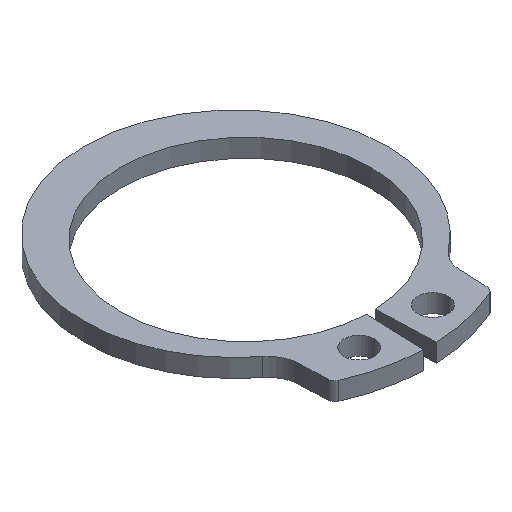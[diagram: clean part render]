
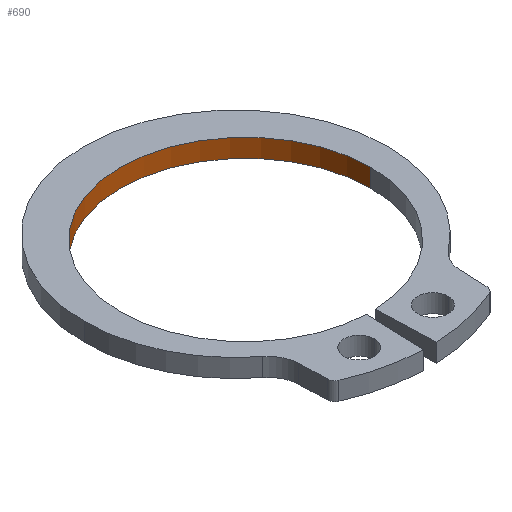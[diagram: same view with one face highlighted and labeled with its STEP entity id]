
A CAD part, isometric view. The second image highlights one B-rep face of the part: STEP entity #690.
In plain terms, the highlighted cylindrical face has radius 8.25 mm (diameter 16.5 mm), a partial arc.
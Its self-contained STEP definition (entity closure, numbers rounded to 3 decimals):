
#7 = VERTEX_POINT ( 'NONE', #94 ) ;
#53 = VERTEX_POINT ( 'NONE', #109 ) ;
#67 = CIRCLE ( 'NONE', #287, 8.25 ) ;
#90 = VERTEX_POINT ( 'NONE', #427 ) ;
#94 = CARTESIAN_POINT ( 'NONE',  ( -8.25, 0., -0.6 ) ) ;
#109 = CARTESIAN_POINT ( 'NONE',  ( 8.25, 0., -0.6 ) ) ;
#151 = EDGE_CURVE ( 'NONE', #581, #53, #302, .T. ) ;
#155 = AXIS2_PLACEMENT_3D ( 'NONE', #448, #643, #267 ) ;
#177 = DIRECTION ( 'NONE',  ( 0., 0., -1. ) ) ;
#193 = CARTESIAN_POINT ( 'NONE',  ( -8.25, 0., 0.6 ) ) ;
#201 = EDGE_CURVE ( 'NONE', #90, #581, #353, .T. ) ;
#225 = EDGE_LOOP ( 'NONE', ( #227, #284, #496, #466 ) ) ;
#227 = ORIENTED_EDGE ( 'NONE', *, *, #151, .F. ) ;
#267 = DIRECTION ( 'NONE',  ( -1., 0., 0. ) ) ;
#284 = ORIENTED_EDGE ( 'NONE', *, *, #201, .F. ) ;
#287 = AXIS2_PLACEMENT_3D ( 'NONE', #773, #398, #461 ) ;
#302 = LINE ( 'NONE', #604, #528 ) ;
#318 = LINE ( 'NONE', #193, #383 ) ;
#353 = CIRCLE ( 'NONE', #555, 8.25 ) ;
#383 = VECTOR ( 'NONE', #455, 1000. ) ;
#392 = EDGE_CURVE ( 'NONE', #90, #7, #318, .T. ) ;
#398 = DIRECTION ( 'NONE',  ( 0., 0., -1. ) ) ;
#427 = CARTESIAN_POINT ( 'NONE',  ( -8.25, 0., 0.6 ) ) ;
#448 = CARTESIAN_POINT ( 'NONE',  ( 0., 0., 0.6 ) ) ;
#455 = DIRECTION ( 'NONE',  ( 0., 0., -1. ) ) ;
#461 = DIRECTION ( 'NONE',  ( 1., 0., 0. ) ) ;
#466 = ORIENTED_EDGE ( 'NONE', *, *, #527, .T. ) ;
#496 = ORIENTED_EDGE ( 'NONE', *, *, #392, .T. ) ;
#527 = EDGE_CURVE ( 'NONE', #7, #53, #67, .T. ) ;
#528 = VECTOR ( 'NONE', #177, 1000. ) ;
#539 = DIRECTION ( 'NONE',  ( 1., 0., 0. ) ) ;
#551 = CYLINDRICAL_SURFACE ( 'NONE', #155, 8.25 ) ;
#555 = AXIS2_PLACEMENT_3D ( 'NONE', #606, #672, #539 ) ;
#581 = VERTEX_POINT ( 'NONE', #701 ) ;
#596 = FACE_OUTER_BOUND ( 'NONE', #225, .T. ) ;
#604 = CARTESIAN_POINT ( 'NONE',  ( 8.25, 0., 0.6 ) ) ;
#606 = CARTESIAN_POINT ( 'NONE',  ( 0., 0., 0.6 ) ) ;
#643 = DIRECTION ( 'NONE',  ( 0., 0., -1. ) ) ;
#672 = DIRECTION ( 'NONE',  ( 0., 0., -1. ) ) ;
#690 = ADVANCED_FACE ( 'NONE', ( #596 ), #551, .F. ) ;
#701 = CARTESIAN_POINT ( 'NONE',  ( 8.25, 0., 0.6 ) ) ;
#773 = CARTESIAN_POINT ( 'NONE',  ( 0., 0., -0.6 ) ) ;
